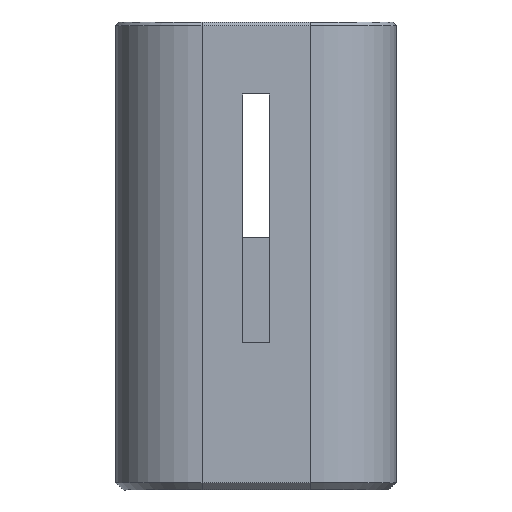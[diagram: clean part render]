
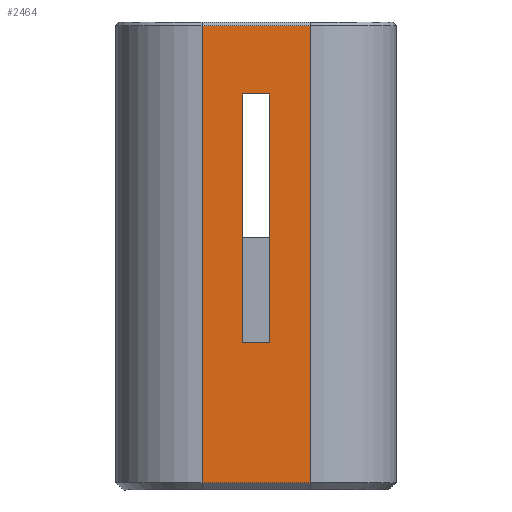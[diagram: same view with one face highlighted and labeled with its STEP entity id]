
A CAD part, front view. The second image highlights one B-rep face of the part: STEP entity #2464.
In plain terms, the highlighted planar face has unit normal (0, -1, 0).
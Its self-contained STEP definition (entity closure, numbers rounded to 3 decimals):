
#187 = PLANE('',#188);
#188 = AXIS2_PLACEMENT_3D('',#189,#190,#191);
#189 = CARTESIAN_POINT('',(-0.75,-4.8,22.));
#190 = DIRECTION('',(-1.,0.,-0.));
#191 = DIRECTION('',(0.,0.,-1.));
#266 = PLANE('',#267);
#267 = AXIS2_PLACEMENT_3D('',#268,#269,#270);
#268 = CARTESIAN_POINT('',(0.75,-4.8,14.));
#269 = DIRECTION('',(1.,0.,-0.));
#270 = DIRECTION('',(0.,0.,1.));
#1021 = VERTEX_POINT('',#1022);
#1022 = CARTESIAN_POINT('',(0.75,-4.8,22.));
#1038 = PLANE('',#1039);
#1039 = AXIS2_PLACEMENT_3D('',#1040,#1041,#1042);
#1040 = CARTESIAN_POINT('',(0.75,-4.8,22.));
#1041 = DIRECTION('',(0.,0.,1.));
#1042 = DIRECTION('',(-1.,-0.,0.));
#1050 = EDGE_CURVE('',#1051,#1021,#1053,.T.);
#1051 = VERTEX_POINT('',#1052);
#1052 = CARTESIAN_POINT('',(0.75,-4.8,8.2));
#1053 = SURFACE_CURVE('',#1054,(#1058,#1065),.PCURVE_S1.);
#1054 = LINE('',#1055,#1056);
#1055 = CARTESIAN_POINT('',(0.75,-4.8,8.2));
#1056 = VECTOR('',#1057,1.);
#1057 = DIRECTION('',(0.,0.,1.));
#1058 = PCURVE('',#266,#1059);
#1059 = DEFINITIONAL_REPRESENTATION('',(#1060),#1064);
#1060 = LINE('',#1061,#1062);
#1061 = CARTESIAN_POINT('',(-5.8,0.));
#1062 = VECTOR('',#1063,1.);
#1063 = DIRECTION('',(1.,0.));
#1064 = ( GEOMETRIC_REPRESENTATION_CONTEXT(2) 
PARAMETRIC_REPRESENTATION_CONTEXT() REPRESENTATION_CONTEXT('2D SPACE',''
  ) );
#1065 = PCURVE('',#1066,#1071);
#1066 = PLANE('',#1067);
#1067 = AXIS2_PLACEMENT_3D('',#1068,#1069,#1070);
#1068 = CARTESIAN_POINT('',(-3.,-4.8,0.));
#1069 = DIRECTION('',(0.,1.,0.));
#1070 = DIRECTION('',(1.,0.,0.));
#1071 = DEFINITIONAL_REPRESENTATION('',(#1072),#1076);
#1072 = LINE('',#1073,#1074);
#1073 = CARTESIAN_POINT('',(3.75,-8.2));
#1074 = VECTOR('',#1075,1.);
#1075 = DIRECTION('',(0.,-1.));
#1076 = ( GEOMETRIC_REPRESENTATION_CONTEXT(2) 
PARAMETRIC_REPRESENTATION_CONTEXT() REPRESENTATION_CONTEXT('2D SPACE',''
  ) );
#1094 = PLANE('',#1095);
#1095 = AXIS2_PLACEMENT_3D('',#1096,#1097,#1098);
#1096 = CARTESIAN_POINT('',(-0.75,-4.8,8.2));
#1097 = DIRECTION('',(0.,0.,-1.));
#1098 = DIRECTION('',(1.,0.,0.));
#1155 = VERTEX_POINT('',#1156);
#1156 = CARTESIAN_POINT('',(-0.75,-4.8,22.));
#1227 = VERTEX_POINT('',#1228);
#1228 = CARTESIAN_POINT('',(-0.75,-4.8,8.2));
#1249 = EDGE_CURVE('',#1155,#1227,#1250,.T.);
#1250 = SURFACE_CURVE('',#1251,(#1255,#1262),.PCURVE_S1.);
#1251 = LINE('',#1252,#1253);
#1252 = CARTESIAN_POINT('',(-0.75,-4.8,22.));
#1253 = VECTOR('',#1254,1.);
#1254 = DIRECTION('',(0.,0.,-1.));
#1255 = PCURVE('',#187,#1256);
#1256 = DEFINITIONAL_REPRESENTATION('',(#1257),#1261);
#1257 = LINE('',#1258,#1259);
#1258 = CARTESIAN_POINT('',(0.,0.));
#1259 = VECTOR('',#1260,1.);
#1260 = DIRECTION('',(1.,0.));
#1261 = ( GEOMETRIC_REPRESENTATION_CONTEXT(2) 
PARAMETRIC_REPRESENTATION_CONTEXT() REPRESENTATION_CONTEXT('2D SPACE',''
  ) );
#1262 = PCURVE('',#1066,#1263);
#1263 = DEFINITIONAL_REPRESENTATION('',(#1264),#1268);
#1264 = LINE('',#1265,#1266);
#1265 = CARTESIAN_POINT('',(2.25,-22.));
#1266 = VECTOR('',#1267,1.);
#1267 = DIRECTION('',(0.,1.));
#1268 = ( GEOMETRIC_REPRESENTATION_CONTEXT(2) 
PARAMETRIC_REPRESENTATION_CONTEXT() REPRESENTATION_CONTEXT('2D SPACE',''
  ) );
#1732 = PLANE('',#1733);
#1733 = AXIS2_PLACEMENT_3D('',#1734,#1735,#1736);
#1734 = CARTESIAN_POINT('',(-3.,-4.7,25.9));
#1735 = DIRECTION('',(0.,0.707,-0.707));
#1736 = DIRECTION('',(1.,0.,0.));
#2442 = EDGE_CURVE('',#1021,#1155,#2443,.T.);
#2443 = SURFACE_CURVE('',#2444,(#2448,#2455),.PCURVE_S1.);
#2444 = LINE('',#2445,#2446);
#2445 = CARTESIAN_POINT('',(0.75,-4.8,22.));
#2446 = VECTOR('',#2447,1.);
#2447 = DIRECTION('',(-1.,-0.,0.));
#2448 = PCURVE('',#1038,#2449);
#2449 = DEFINITIONAL_REPRESENTATION('',(#2450),#2454);
#2450 = LINE('',#2451,#2452);
#2451 = CARTESIAN_POINT('',(0.,0.));
#2452 = VECTOR('',#2453,1.);
#2453 = DIRECTION('',(1.,0.));
#2454 = ( GEOMETRIC_REPRESENTATION_CONTEXT(2) 
PARAMETRIC_REPRESENTATION_CONTEXT() REPRESENTATION_CONTEXT('2D SPACE',''
  ) );
#2455 = PCURVE('',#1066,#2456);
#2456 = DEFINITIONAL_REPRESENTATION('',(#2457),#2461);
#2457 = LINE('',#2458,#2459);
#2458 = CARTESIAN_POINT('',(3.75,-22.));
#2459 = VECTOR('',#2460,1.);
#2460 = DIRECTION('',(-1.,-0.));
#2461 = ( GEOMETRIC_REPRESENTATION_CONTEXT(2) 
PARAMETRIC_REPRESENTATION_CONTEXT() REPRESENTATION_CONTEXT('2D SPACE',''
  ) );
#2464 = ADVANCED_FACE('',(#2465,#2574),#1066,.F.);
#2465 = FACE_BOUND('',#2466,.F.);
#2466 = EDGE_LOOP('',(#2467,#2497,#2520,#2548));
#2467 = ORIENTED_EDGE('',*,*,#2468,.T.);
#2468 = EDGE_CURVE('',#2469,#2471,#2473,.T.);
#2469 = VERTEX_POINT('',#2470);
#2470 = CARTESIAN_POINT('',(-3.,-4.8,0.4));
#2471 = VERTEX_POINT('',#2472);
#2472 = CARTESIAN_POINT('',(-3.,-4.8,25.8));
#2473 = SURFACE_CURVE('',#2474,(#2478,#2485),.PCURVE_S1.);
#2474 = LINE('',#2475,#2476);
#2475 = CARTESIAN_POINT('',(-3.,-4.8,0.));
#2476 = VECTOR('',#2477,1.);
#2477 = DIRECTION('',(0.,0.,1.));
#2478 = PCURVE('',#1066,#2479);
#2479 = DEFINITIONAL_REPRESENTATION('',(#2480),#2484);
#2480 = LINE('',#2481,#2482);
#2481 = CARTESIAN_POINT('',(0.,0.));
#2482 = VECTOR('',#2483,1.);
#2483 = DIRECTION('',(0.,-1.));
#2484 = ( GEOMETRIC_REPRESENTATION_CONTEXT(2) 
PARAMETRIC_REPRESENTATION_CONTEXT() REPRESENTATION_CONTEXT('2D SPACE',''
  ) );
#2485 = PCURVE('',#2486,#2491);
#2486 = CYLINDRICAL_SURFACE('',#2487,4.8);
#2487 = AXIS2_PLACEMENT_3D('',#2488,#2489,#2490);
#2488 = CARTESIAN_POINT('',(-3.,0.,0.));
#2489 = DIRECTION('',(-0.,-0.,-1.));
#2490 = DIRECTION('',(1.,0.,0.));
#2491 = DEFINITIONAL_REPRESENTATION('',(#2492),#2496);
#2492 = LINE('',#2493,#2494);
#2493 = CARTESIAN_POINT('',(-4.712,0.));
#2494 = VECTOR('',#2495,1.);
#2495 = DIRECTION('',(-0.,-1.));
#2496 = ( GEOMETRIC_REPRESENTATION_CONTEXT(2) 
PARAMETRIC_REPRESENTATION_CONTEXT() REPRESENTATION_CONTEXT('2D SPACE',''
  ) );
#2497 = ORIENTED_EDGE('',*,*,#2498,.T.);
#2498 = EDGE_CURVE('',#2471,#2499,#2501,.T.);
#2499 = VERTEX_POINT('',#2500);
#2500 = CARTESIAN_POINT('',(3.,-4.8,25.8));
#2501 = SURFACE_CURVE('',#2502,(#2506,#2513),.PCURVE_S1.);
#2502 = LINE('',#2503,#2504);
#2503 = CARTESIAN_POINT('',(-3.,-4.8,25.8));
#2504 = VECTOR('',#2505,1.);
#2505 = DIRECTION('',(1.,0.,0.));
#2506 = PCURVE('',#1066,#2507);
#2507 = DEFINITIONAL_REPRESENTATION('',(#2508),#2512);
#2508 = LINE('',#2509,#2510);
#2509 = CARTESIAN_POINT('',(0.,-25.8));
#2510 = VECTOR('',#2511,1.);
#2511 = DIRECTION('',(1.,0.));
#2512 = ( GEOMETRIC_REPRESENTATION_CONTEXT(2) 
PARAMETRIC_REPRESENTATION_CONTEXT() REPRESENTATION_CONTEXT('2D SPACE',''
  ) );
#2513 = PCURVE('',#1732,#2514);
#2514 = DEFINITIONAL_REPRESENTATION('',(#2515),#2519);
#2515 = LINE('',#2516,#2517);
#2516 = CARTESIAN_POINT('',(0.,0.141));
#2517 = VECTOR('',#2518,1.);
#2518 = DIRECTION('',(1.,0.));
#2519 = ( GEOMETRIC_REPRESENTATION_CONTEXT(2) 
PARAMETRIC_REPRESENTATION_CONTEXT() REPRESENTATION_CONTEXT('2D SPACE',''
  ) );
#2520 = ORIENTED_EDGE('',*,*,#2521,.F.);
#2521 = EDGE_CURVE('',#2522,#2499,#2524,.T.);
#2522 = VERTEX_POINT('',#2523);
#2523 = CARTESIAN_POINT('',(3.,-4.8,0.4));
#2524 = SURFACE_CURVE('',#2525,(#2529,#2536),.PCURVE_S1.);
#2525 = LINE('',#2526,#2527);
#2526 = CARTESIAN_POINT('',(3.,-4.8,0.));
#2527 = VECTOR('',#2528,1.);
#2528 = DIRECTION('',(0.,0.,1.));
#2529 = PCURVE('',#1066,#2530);
#2530 = DEFINITIONAL_REPRESENTATION('',(#2531),#2535);
#2531 = LINE('',#2532,#2533);
#2532 = CARTESIAN_POINT('',(6.,0.));
#2533 = VECTOR('',#2534,1.);
#2534 = DIRECTION('',(0.,-1.));
#2535 = ( GEOMETRIC_REPRESENTATION_CONTEXT(2) 
PARAMETRIC_REPRESENTATION_CONTEXT() REPRESENTATION_CONTEXT('2D SPACE',''
  ) );
#2536 = PCURVE('',#2537,#2542);
#2537 = CYLINDRICAL_SURFACE('',#2538,4.8);
#2538 = AXIS2_PLACEMENT_3D('',#2539,#2540,#2541);
#2539 = CARTESIAN_POINT('',(3.,0.,0.));
#2540 = DIRECTION('',(-0.,-0.,-1.));
#2541 = DIRECTION('',(1.,0.,0.));
#2542 = DEFINITIONAL_REPRESENTATION('',(#2543),#2547);
#2543 = LINE('',#2544,#2545);
#2544 = CARTESIAN_POINT('',(-4.712,0.));
#2545 = VECTOR('',#2546,1.);
#2546 = DIRECTION('',(-0.,-1.));
#2547 = ( GEOMETRIC_REPRESENTATION_CONTEXT(2) 
PARAMETRIC_REPRESENTATION_CONTEXT() REPRESENTATION_CONTEXT('2D SPACE',''
  ) );
#2548 = ORIENTED_EDGE('',*,*,#2549,.F.);
#2549 = EDGE_CURVE('',#2469,#2522,#2550,.T.);
#2550 = SURFACE_CURVE('',#2551,(#2555,#2562),.PCURVE_S1.);
#2551 = LINE('',#2552,#2553);
#2552 = CARTESIAN_POINT('',(-3.,-4.8,0.4));
#2553 = VECTOR('',#2554,1.);
#2554 = DIRECTION('',(1.,0.,0.));
#2555 = PCURVE('',#1066,#2556);
#2556 = DEFINITIONAL_REPRESENTATION('',(#2557),#2561);
#2557 = LINE('',#2558,#2559);
#2558 = CARTESIAN_POINT('',(0.,-0.4));
#2559 = VECTOR('',#2560,1.);
#2560 = DIRECTION('',(1.,0.));
#2561 = ( GEOMETRIC_REPRESENTATION_CONTEXT(2) 
PARAMETRIC_REPRESENTATION_CONTEXT() REPRESENTATION_CONTEXT('2D SPACE',''
  ) );
#2562 = PCURVE('',#2563,#2568);
#2563 = PLANE('',#2564);
#2564 = AXIS2_PLACEMENT_3D('',#2565,#2566,#2567);
#2565 = CARTESIAN_POINT('',(-3.,-4.6,0.2));
#2566 = DIRECTION('',(0.,-0.707,
    -0.707));
#2567 = DIRECTION('',(-1.,0.,0.));
#2568 = DEFINITIONAL_REPRESENTATION('',(#2569),#2573);
#2569 = LINE('',#2570,#2571);
#2570 = CARTESIAN_POINT('',(-0.,-0.283));
#2571 = VECTOR('',#2572,1.);
#2572 = DIRECTION('',(-1.,0.));
#2573 = ( GEOMETRIC_REPRESENTATION_CONTEXT(2) 
PARAMETRIC_REPRESENTATION_CONTEXT() REPRESENTATION_CONTEXT('2D SPACE',''
  ) );
#2574 = FACE_BOUND('',#2575,.F.);
#2575 = EDGE_LOOP('',(#2576,#2577,#2598,#2599));
#2576 = ORIENTED_EDGE('',*,*,#1249,.T.);
#2577 = ORIENTED_EDGE('',*,*,#2578,.T.);
#2578 = EDGE_CURVE('',#1227,#1051,#2579,.T.);
#2579 = SURFACE_CURVE('',#2580,(#2584,#2591),.PCURVE_S1.);
#2580 = LINE('',#2581,#2582);
#2581 = CARTESIAN_POINT('',(-0.75,-4.8,8.2));
#2582 = VECTOR('',#2583,1.);
#2583 = DIRECTION('',(1.,0.,0.));
#2584 = PCURVE('',#1066,#2585);
#2585 = DEFINITIONAL_REPRESENTATION('',(#2586),#2590);
#2586 = LINE('',#2587,#2588);
#2587 = CARTESIAN_POINT('',(2.25,-8.2));
#2588 = VECTOR('',#2589,1.);
#2589 = DIRECTION('',(1.,0.));
#2590 = ( GEOMETRIC_REPRESENTATION_CONTEXT(2) 
PARAMETRIC_REPRESENTATION_CONTEXT() REPRESENTATION_CONTEXT('2D SPACE',''
  ) );
#2591 = PCURVE('',#1094,#2592);
#2592 = DEFINITIONAL_REPRESENTATION('',(#2593),#2597);
#2593 = LINE('',#2594,#2595);
#2594 = CARTESIAN_POINT('',(0.,0.));
#2595 = VECTOR('',#2596,1.);
#2596 = DIRECTION('',(1.,0.));
#2597 = ( GEOMETRIC_REPRESENTATION_CONTEXT(2) 
PARAMETRIC_REPRESENTATION_CONTEXT() REPRESENTATION_CONTEXT('2D SPACE',''
  ) );
#2598 = ORIENTED_EDGE('',*,*,#1050,.T.);
#2599 = ORIENTED_EDGE('',*,*,#2442,.T.);
